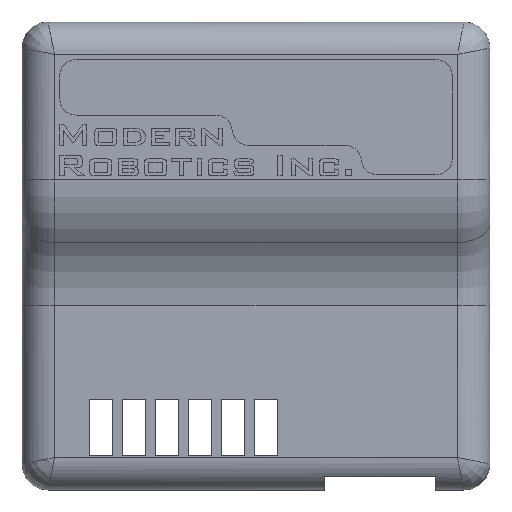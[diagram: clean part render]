
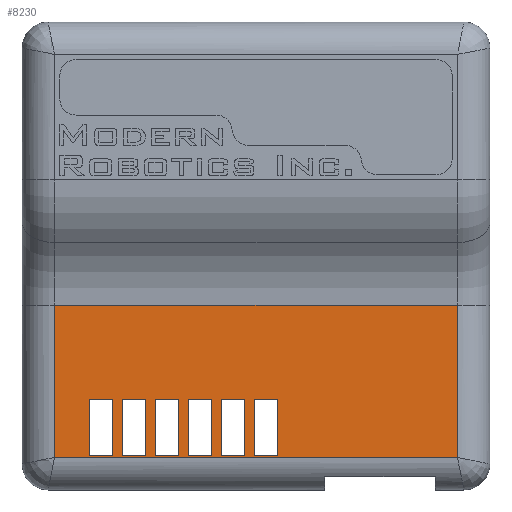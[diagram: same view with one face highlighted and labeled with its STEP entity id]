
A CAD part, top view. The second image highlights one B-rep face of the part: STEP entity #8230.
In plain terms, the highlighted planar face has unit normal (0, 0, 1).
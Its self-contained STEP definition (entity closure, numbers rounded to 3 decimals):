
#320=FACE_BOUND('',#1311,.T.);
#321=FACE_BOUND('',#1312,.T.);
#322=FACE_BOUND('',#1313,.T.);
#323=FACE_BOUND('',#1314,.T.);
#324=FACE_BOUND('',#1315,.T.);
#325=FACE_BOUND('',#1316,.T.);
#826=FACE_OUTER_BOUND('',#1310,.T.);
#1310=EDGE_LOOP('',(#7049,#7050,#7051,#7052));
#1311=EDGE_LOOP('',(#7053,#7054,#7055,#7056));
#1312=EDGE_LOOP('',(#7057,#7058,#7059,#7060));
#1313=EDGE_LOOP('',(#7061,#7062,#7063,#7064));
#1314=EDGE_LOOP('',(#7065,#7066,#7067,#7068));
#1315=EDGE_LOOP('',(#7069,#7070,#7071,#7072));
#1316=EDGE_LOOP('',(#7073,#7074,#7075,#7076));
#1534=LINE('',#11038,#2434);
#1536=LINE('',#11042,#2436);
#1538=LINE('',#11046,#2438);
#1540=LINE('',#11049,#2440);
#1542=LINE('',#11054,#2442);
#1544=LINE('',#11058,#2444);
#1546=LINE('',#11062,#2446);
#1548=LINE('',#11065,#2448);
#1550=LINE('',#11070,#2450);
#1552=LINE('',#11074,#2452);
#1554=LINE('',#11078,#2454);
#1556=LINE('',#11081,#2456);
#1558=LINE('',#11086,#2458);
#1560=LINE('',#11090,#2460);
#1562=LINE('',#11094,#2462);
#1564=LINE('',#11097,#2464);
#1566=LINE('',#11102,#2466);
#1568=LINE('',#11106,#2468);
#1570=LINE('',#11110,#2470);
#1572=LINE('',#11113,#2472);
#1574=LINE('',#11118,#2474);
#1576=LINE('',#11122,#2476);
#1578=LINE('',#11126,#2478);
#1580=LINE('',#11129,#2480);
#2262=LINE('',#13488,#3162);
#2263=LINE('',#13490,#3163);
#2264=LINE('',#13492,#3164);
#2265=LINE('',#13493,#3165);
#2434=VECTOR('',#9060,8.636);
#2436=VECTOR('',#9064,3.556);
#2438=VECTOR('',#9068,8.636);
#2440=VECTOR('',#9072,3.556);
#2442=VECTOR('',#9076,8.636);
#2444=VECTOR('',#9080,3.556);
#2446=VECTOR('',#9084,8.636);
#2448=VECTOR('',#9088,3.556);
#2450=VECTOR('',#9092,8.636);
#2452=VECTOR('',#9096,3.556);
#2454=VECTOR('',#9100,8.636);
#2456=VECTOR('',#9104,3.556);
#2458=VECTOR('',#9108,8.636);
#2460=VECTOR('',#9112,3.556);
#2462=VECTOR('',#9116,8.636);
#2464=VECTOR('',#9120,3.556);
#2466=VECTOR('',#9124,8.636);
#2468=VECTOR('',#9128,3.556);
#2470=VECTOR('',#9132,8.636);
#2472=VECTOR('',#9136,3.556);
#2474=VECTOR('',#9140,8.636);
#2476=VECTOR('',#9144,3.556);
#2478=VECTOR('',#9148,8.636);
#2480=VECTOR('',#9152,3.556);
#3162=VECTOR('',#10354,62.);
#3163=VECTOR('',#10355,23.427);
#3164=VECTOR('',#10356,62.);
#3165=VECTOR('',#10357,23.427);
#3349=VERTEX_POINT('',#11035);
#3350=VERTEX_POINT('',#11037);
#3351=VERTEX_POINT('',#11041);
#3352=VERTEX_POINT('',#11045);
#3353=VERTEX_POINT('',#11051);
#3354=VERTEX_POINT('',#11053);
#3355=VERTEX_POINT('',#11057);
#3356=VERTEX_POINT('',#11061);
#3357=VERTEX_POINT('',#11067);
#3358=VERTEX_POINT('',#11069);
#3359=VERTEX_POINT('',#11073);
#3360=VERTEX_POINT('',#11077);
#3361=VERTEX_POINT('',#11083);
#3362=VERTEX_POINT('',#11085);
#3363=VERTEX_POINT('',#11089);
#3364=VERTEX_POINT('',#11093);
#3365=VERTEX_POINT('',#11099);
#3366=VERTEX_POINT('',#11101);
#3367=VERTEX_POINT('',#11105);
#3368=VERTEX_POINT('',#11109);
#3369=VERTEX_POINT('',#11115);
#3370=VERTEX_POINT('',#11117);
#3371=VERTEX_POINT('',#11121);
#3372=VERTEX_POINT('',#11125);
#3924=VERTEX_POINT('',#13486);
#3925=VERTEX_POINT('',#13487);
#3926=VERTEX_POINT('',#13489);
#3927=VERTEX_POINT('',#13491);
#4147=EDGE_CURVE('',#3350,#3349,#1534,.T.);
#4149=EDGE_CURVE('',#3351,#3350,#1536,.T.);
#4151=EDGE_CURVE('',#3352,#3351,#1538,.T.);
#4153=EDGE_CURVE('',#3349,#3352,#1540,.T.);
#4155=EDGE_CURVE('',#3354,#3353,#1542,.T.);
#4157=EDGE_CURVE('',#3355,#3354,#1544,.T.);
#4159=EDGE_CURVE('',#3356,#3355,#1546,.T.);
#4161=EDGE_CURVE('',#3353,#3356,#1548,.T.);
#4163=EDGE_CURVE('',#3358,#3357,#1550,.T.);
#4165=EDGE_CURVE('',#3359,#3358,#1552,.T.);
#4167=EDGE_CURVE('',#3360,#3359,#1554,.T.);
#4169=EDGE_CURVE('',#3357,#3360,#1556,.T.);
#4171=EDGE_CURVE('',#3362,#3361,#1558,.T.);
#4173=EDGE_CURVE('',#3363,#3362,#1560,.T.);
#4175=EDGE_CURVE('',#3364,#3363,#1562,.T.);
#4177=EDGE_CURVE('',#3361,#3364,#1564,.T.);
#4179=EDGE_CURVE('',#3366,#3365,#1566,.T.);
#4181=EDGE_CURVE('',#3367,#3366,#1568,.T.);
#4183=EDGE_CURVE('',#3368,#3367,#1570,.T.);
#4185=EDGE_CURVE('',#3365,#3368,#1572,.T.);
#4187=EDGE_CURVE('',#3370,#3369,#1574,.T.);
#4189=EDGE_CURVE('',#3371,#3370,#1576,.T.);
#4191=EDGE_CURVE('',#3372,#3371,#1578,.T.);
#4193=EDGE_CURVE('',#3369,#3372,#1580,.T.);
#5011=EDGE_CURVE('',#3924,#3925,#2262,.T.);
#5012=EDGE_CURVE('',#3926,#3924,#2263,.T.);
#5013=EDGE_CURVE('',#3927,#3926,#2264,.T.);
#5014=EDGE_CURVE('',#3925,#3927,#2265,.T.);
#7049=ORIENTED_EDGE('',*,*,#5011,.F.);
#7050=ORIENTED_EDGE('',*,*,#5012,.F.);
#7051=ORIENTED_EDGE('',*,*,#5013,.F.);
#7052=ORIENTED_EDGE('',*,*,#5014,.F.);
#7053=ORIENTED_EDGE('',*,*,#4151,.T.);
#7054=ORIENTED_EDGE('',*,*,#4149,.T.);
#7055=ORIENTED_EDGE('',*,*,#4147,.T.);
#7056=ORIENTED_EDGE('',*,*,#4153,.T.);
#7057=ORIENTED_EDGE('',*,*,#4159,.T.);
#7058=ORIENTED_EDGE('',*,*,#4157,.T.);
#7059=ORIENTED_EDGE('',*,*,#4155,.T.);
#7060=ORIENTED_EDGE('',*,*,#4161,.T.);
#7061=ORIENTED_EDGE('',*,*,#4167,.T.);
#7062=ORIENTED_EDGE('',*,*,#4165,.T.);
#7063=ORIENTED_EDGE('',*,*,#4163,.T.);
#7064=ORIENTED_EDGE('',*,*,#4169,.T.);
#7065=ORIENTED_EDGE('',*,*,#4175,.T.);
#7066=ORIENTED_EDGE('',*,*,#4173,.T.);
#7067=ORIENTED_EDGE('',*,*,#4171,.T.);
#7068=ORIENTED_EDGE('',*,*,#4177,.T.);
#7069=ORIENTED_EDGE('',*,*,#4183,.T.);
#7070=ORIENTED_EDGE('',*,*,#4181,.T.);
#7071=ORIENTED_EDGE('',*,*,#4179,.T.);
#7072=ORIENTED_EDGE('',*,*,#4185,.T.);
#7073=ORIENTED_EDGE('',*,*,#4191,.T.);
#7074=ORIENTED_EDGE('',*,*,#4189,.T.);
#7075=ORIENTED_EDGE('',*,*,#4187,.T.);
#7076=ORIENTED_EDGE('',*,*,#4193,.T.);
#7852=PLANE('',#8684);
#8230=ADVANCED_FACE('',(#826,#320,#321,#322,#323,#324,#325),#7852,.T.);
#8684=AXIS2_PLACEMENT_3D('',#13485,#10352,#10353);
#9060=DIRECTION('',(0.,-1.,0.));
#9064=DIRECTION('',(1.,0.,0.));
#9068=DIRECTION('',(0.,1.,0.));
#9072=DIRECTION('',(-1.,0.,0.));
#9076=DIRECTION('',(0.,-1.,0.));
#9080=DIRECTION('',(1.,0.,0.));
#9084=DIRECTION('',(0.,1.,0.));
#9088=DIRECTION('',(-1.,0.,0.));
#9092=DIRECTION('',(0.,-1.,0.));
#9096=DIRECTION('',(1.,0.,0.));
#9100=DIRECTION('',(0.,1.,0.));
#9104=DIRECTION('',(-1.,0.,0.));
#9108=DIRECTION('',(0.,-1.,0.));
#9112=DIRECTION('',(1.,0.,0.));
#9116=DIRECTION('',(0.,1.,0.));
#9120=DIRECTION('',(-1.,0.,0.));
#9124=DIRECTION('',(0.,-1.,0.));
#9128=DIRECTION('',(1.,0.,0.));
#9132=DIRECTION('',(0.,1.,0.));
#9136=DIRECTION('',(-1.,0.,0.));
#9140=DIRECTION('',(0.,-1.,0.));
#9144=DIRECTION('',(1.,0.,0.));
#9148=DIRECTION('',(0.,1.,0.));
#9152=DIRECTION('',(-1.,0.,0.));
#10352=DIRECTION('center_axis',(0.,0.,1.));
#10353=DIRECTION('ref_axis',(1.,0.,0.));
#10354=DIRECTION('',(-1.,0.,0.));
#10355=DIRECTION('',(0.,-1.,0.));
#10356=DIRECTION('',(1.,0.,0.));
#10357=DIRECTION('',(0.,1.,0.));
#11035=CARTESIAN_POINT('',(39.274,5.238,10.));
#11037=CARTESIAN_POINT('',(39.274,13.874,10.));
#11038=CARTESIAN_POINT('',(39.274,20.619,10.));
#11041=CARTESIAN_POINT('',(35.718,13.874,10.));
#11042=CARTESIAN_POINT('',(37.637,13.874,10.));
#11045=CARTESIAN_POINT('',(35.718,5.238,10.));
#11046=CARTESIAN_POINT('',(35.718,24.937,10.));
#11049=CARTESIAN_POINT('',(35.859,5.238,10.));
#11051=CARTESIAN_POINT('',(34.194,5.238,10.));
#11053=CARTESIAN_POINT('',(34.194,13.874,10.));
#11054=CARTESIAN_POINT('',(34.194,20.619,10.));
#11057=CARTESIAN_POINT('',(30.638,13.874,10.));
#11058=CARTESIAN_POINT('',(35.097,13.874,10.));
#11061=CARTESIAN_POINT('',(30.638,5.238,10.));
#11062=CARTESIAN_POINT('',(30.638,24.937,10.));
#11065=CARTESIAN_POINT('',(33.319,5.238,10.));
#11067=CARTESIAN_POINT('',(29.114,5.238,10.));
#11069=CARTESIAN_POINT('',(29.114,13.874,10.));
#11070=CARTESIAN_POINT('',(29.114,20.619,10.));
#11073=CARTESIAN_POINT('',(25.558,13.874,10.));
#11074=CARTESIAN_POINT('',(32.557,13.874,10.));
#11077=CARTESIAN_POINT('',(25.558,5.238,10.));
#11078=CARTESIAN_POINT('',(25.558,24.937,10.));
#11081=CARTESIAN_POINT('',(30.779,5.238,10.));
#11083=CARTESIAN_POINT('',(24.034,5.238,10.));
#11085=CARTESIAN_POINT('',(24.034,13.874,10.));
#11086=CARTESIAN_POINT('',(24.034,20.619,10.));
#11089=CARTESIAN_POINT('',(20.478,13.874,10.));
#11090=CARTESIAN_POINT('',(30.017,13.874,10.));
#11093=CARTESIAN_POINT('',(20.478,5.238,10.));
#11094=CARTESIAN_POINT('',(20.478,24.937,10.));
#11097=CARTESIAN_POINT('',(28.239,5.238,10.));
#11099=CARTESIAN_POINT('',(18.954,5.238,10.));
#11101=CARTESIAN_POINT('',(18.954,13.874,10.));
#11102=CARTESIAN_POINT('',(18.954,20.619,10.));
#11105=CARTESIAN_POINT('',(15.398,13.874,10.));
#11106=CARTESIAN_POINT('',(27.477,13.874,10.));
#11109=CARTESIAN_POINT('',(15.398,5.238,10.));
#11110=CARTESIAN_POINT('',(15.398,24.937,10.));
#11113=CARTESIAN_POINT('',(25.699,5.238,10.));
#11115=CARTESIAN_POINT('',(13.874,5.238,10.));
#11117=CARTESIAN_POINT('',(13.874,13.874,10.));
#11118=CARTESIAN_POINT('',(13.874,20.619,10.));
#11121=CARTESIAN_POINT('',(10.318,13.874,10.));
#11122=CARTESIAN_POINT('',(24.937,13.874,10.));
#11125=CARTESIAN_POINT('',(10.318,5.238,10.));
#11126=CARTESIAN_POINT('',(10.318,24.937,10.));
#11129=CARTESIAN_POINT('',(23.159,5.238,10.));
#13485=CARTESIAN_POINT('Origin',(36.,36.,10.));
#13486=CARTESIAN_POINT('',(67.,5.,10.));
#13487=CARTESIAN_POINT('',(5.,5.,10.));
#13488=CARTESIAN_POINT('',(18.,5.,10.));
#13489=CARTESIAN_POINT('',(67.,28.427,10.));
#13490=CARTESIAN_POINT('',(67.,18.,10.));
#13491=CARTESIAN_POINT('',(5.,28.427,10.));
#13492=CARTESIAN_POINT('',(18.,28.427,10.));
#13493=CARTESIAN_POINT('',(5.,54.,10.));
